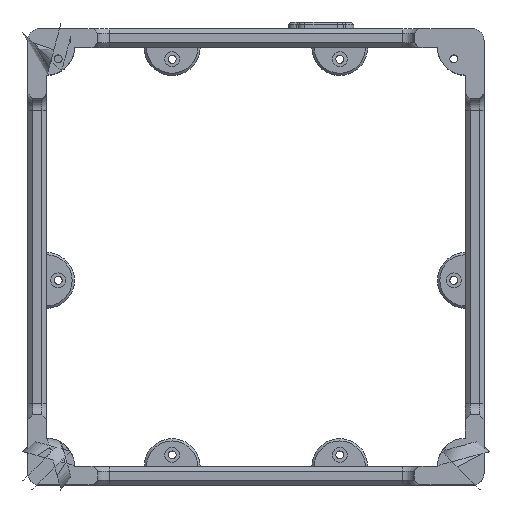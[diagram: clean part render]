
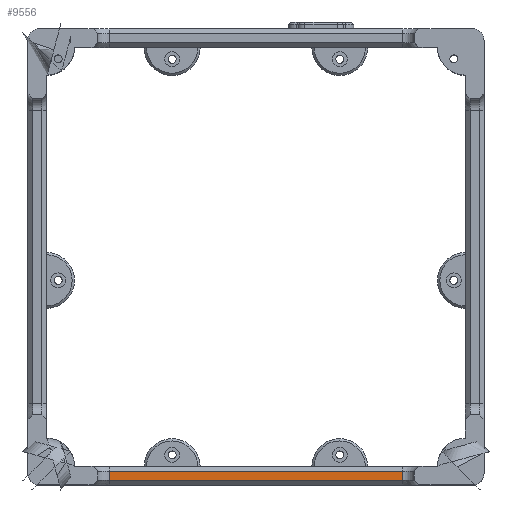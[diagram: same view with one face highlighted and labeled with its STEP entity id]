
A CAD part, top view. The second image highlights one B-rep face of the part: STEP entity #9556.
In plain terms, the highlighted planar face has unit normal (0, 0, 1).
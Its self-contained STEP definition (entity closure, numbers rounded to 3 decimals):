
#209 = PLANE('',#210);
#210 = AXIS2_PLACEMENT_3D('',#211,#212,#213);
#211 = CARTESIAN_POINT('',(-63.,-91.,19.));
#212 = DIRECTION('',(0.,-0.707,-0.707));
#213 = DIRECTION('',(1.,0.,0.));
#2062 = VERTEX_POINT('',#2063);
#2063 = CARTESIAN_POINT('',(-63.,-92.,20.));
#2098 = CYLINDRICAL_SURFACE('',#2099,5.);
#2099 = AXIS2_PLACEMENT_3D('',#2100,#2101,#2102);
#2100 = CARTESIAN_POINT('',(-63.,-98.,25.));
#2101 = DIRECTION('',(0.,1.,0.));
#2102 = DIRECTION('',(-1.,0.,0.));
#3091 = VERTEX_POINT('',#3092);
#3092 = CARTESIAN_POINT('',(63.,-92.,20.));
#3112 = EDGE_CURVE('',#2062,#3091,#3113,.T.);
#3113 = SURFACE_CURVE('',#3114,(#3118,#3125),.PCURVE_S1.);
#3114 = LINE('',#3115,#3116);
#3115 = CARTESIAN_POINT('',(-63.,-92.,20.));
#3116 = VECTOR('',#3117,1.);
#3117 = DIRECTION('',(1.,0.,0.));
#3118 = PCURVE('',#209,#3119);
#3119 = DEFINITIONAL_REPRESENTATION('',(#3120),#3124);
#3120 = LINE('',#3121,#3122);
#3121 = CARTESIAN_POINT('',(0.,1.414));
#3122 = VECTOR('',#3123,1.);
#3123 = DIRECTION('',(1.,0.));
#3124 = ( GEOMETRIC_REPRESENTATION_CONTEXT(2) 
PARAMETRIC_REPRESENTATION_CONTEXT() REPRESENTATION_CONTEXT('2D SPACE',''
  ) );
#3125 = PCURVE('',#3126,#3131);
#3126 = PLANE('',#3127);
#3127 = AXIS2_PLACEMENT_3D('',#3128,#3129,#3130);
#3128 = CARTESIAN_POINT('',(0.,0.,20.));
#3129 = DIRECTION('',(-0.,-0.,-1.));
#3130 = DIRECTION('',(-1.,0.,0.));
#3131 = DEFINITIONAL_REPRESENTATION('',(#3132),#3136);
#3132 = LINE('',#3133,#3134);
#3133 = CARTESIAN_POINT('',(63.,-92.));
#3134 = VECTOR('',#3135,1.);
#3135 = DIRECTION('',(-1.,0.));
#3136 = ( GEOMETRIC_REPRESENTATION_CONTEXT(2) 
PARAMETRIC_REPRESENTATION_CONTEXT() REPRESENTATION_CONTEXT('2D SPACE',''
  ) );
#3208 = CYLINDRICAL_SURFACE('',#3209,5.);
#3209 = AXIS2_PLACEMENT_3D('',#3210,#3211,#3212);
#3210 = CARTESIAN_POINT('',(63.,-98.,25.));
#3211 = DIRECTION('',(0.,1.,0.));
#3212 = DIRECTION('',(1.,0.,0.));
#5864 = PLANE('',#5865);
#5865 = AXIS2_PLACEMENT_3D('',#5866,#5867,#5868);
#5866 = CARTESIAN_POINT('',(63.,-97.,19.));
#5867 = DIRECTION('',(0.,-0.707,0.707));
#5868 = DIRECTION('',(1.,0.,0.));
#6183 = VERTEX_POINT('',#6184);
#6184 = CARTESIAN_POINT('',(-63.,-96.,20.));
#6208 = EDGE_CURVE('',#6183,#2062,#6209,.T.);
#6209 = SURFACE_CURVE('',#6210,(#6214,#6221),.PCURVE_S1.);
#6210 = LINE('',#6211,#6212);
#6211 = CARTESIAN_POINT('',(-63.,-98.,20.));
#6212 = VECTOR('',#6213,1.);
#6213 = DIRECTION('',(0.,1.,0.));
#6214 = PCURVE('',#2098,#6215);
#6215 = DEFINITIONAL_REPRESENTATION('',(#6216),#6220);
#6216 = LINE('',#6217,#6218);
#6217 = CARTESIAN_POINT('',(4.712,0.));
#6218 = VECTOR('',#6219,1.);
#6219 = DIRECTION('',(-0.,1.));
#6220 = ( GEOMETRIC_REPRESENTATION_CONTEXT(2) 
PARAMETRIC_REPRESENTATION_CONTEXT() REPRESENTATION_CONTEXT('2D SPACE',''
  ) );
#6221 = PCURVE('',#3126,#6222);
#6222 = DEFINITIONAL_REPRESENTATION('',(#6223),#6227);
#6223 = LINE('',#6224,#6225);
#6224 = CARTESIAN_POINT('',(63.,-98.));
#6225 = VECTOR('',#6226,1.);
#6226 = DIRECTION('',(0.,1.));
#6227 = ( GEOMETRIC_REPRESENTATION_CONTEXT(2) 
PARAMETRIC_REPRESENTATION_CONTEXT() REPRESENTATION_CONTEXT('2D SPACE',''
  ) );
#9556 = ADVANCED_FACE('',(#9557),#3126,.F.);
#9557 = FACE_BOUND('',#9558,.F.);
#9558 = EDGE_LOOP('',(#9559,#9560,#9561,#9584));
#9559 = ORIENTED_EDGE('',*,*,#6208,.T.);
#9560 = ORIENTED_EDGE('',*,*,#3112,.T.);
#9561 = ORIENTED_EDGE('',*,*,#9562,.F.);
#9562 = EDGE_CURVE('',#9563,#3091,#9565,.T.);
#9563 = VERTEX_POINT('',#9564);
#9564 = CARTESIAN_POINT('',(63.,-96.,20.));
#9565 = SURFACE_CURVE('',#9566,(#9570,#9577),.PCURVE_S1.);
#9566 = LINE('',#9567,#9568);
#9567 = CARTESIAN_POINT('',(63.,-98.,20.));
#9568 = VECTOR('',#9569,1.);
#9569 = DIRECTION('',(0.,1.,0.));
#9570 = PCURVE('',#3126,#9571);
#9571 = DEFINITIONAL_REPRESENTATION('',(#9572),#9576);
#9572 = LINE('',#9573,#9574);
#9573 = CARTESIAN_POINT('',(-63.,-98.));
#9574 = VECTOR('',#9575,1.);
#9575 = DIRECTION('',(0.,1.));
#9576 = ( GEOMETRIC_REPRESENTATION_CONTEXT(2) 
PARAMETRIC_REPRESENTATION_CONTEXT() REPRESENTATION_CONTEXT('2D SPACE',''
  ) );
#9577 = PCURVE('',#3208,#9578);
#9578 = DEFINITIONAL_REPRESENTATION('',(#9579),#9583);
#9579 = LINE('',#9580,#9581);
#9580 = CARTESIAN_POINT('',(1.571,0.));
#9581 = VECTOR('',#9582,1.);
#9582 = DIRECTION('',(0.,1.));
#9583 = ( GEOMETRIC_REPRESENTATION_CONTEXT(2) 
PARAMETRIC_REPRESENTATION_CONTEXT() REPRESENTATION_CONTEXT('2D SPACE',''
  ) );
#9584 = ORIENTED_EDGE('',*,*,#9585,.T.);
#9585 = EDGE_CURVE('',#9563,#6183,#9586,.T.);
#9586 = SURFACE_CURVE('',#9587,(#9591,#9598),.PCURVE_S1.);
#9587 = LINE('',#9588,#9589);
#9588 = CARTESIAN_POINT('',(63.,-96.,20.));
#9589 = VECTOR('',#9590,1.);
#9590 = DIRECTION('',(-1.,0.,0.));
#9591 = PCURVE('',#3126,#9592);
#9592 = DEFINITIONAL_REPRESENTATION('',(#9593),#9597);
#9593 = LINE('',#9594,#9595);
#9594 = CARTESIAN_POINT('',(-63.,-96.));
#9595 = VECTOR('',#9596,1.);
#9596 = DIRECTION('',(1.,0.));
#9597 = ( GEOMETRIC_REPRESENTATION_CONTEXT(2) 
PARAMETRIC_REPRESENTATION_CONTEXT() REPRESENTATION_CONTEXT('2D SPACE',''
  ) );
#9598 = PCURVE('',#5864,#9599);
#9599 = DEFINITIONAL_REPRESENTATION('',(#9600),#9604);
#9600 = LINE('',#9601,#9602);
#9601 = CARTESIAN_POINT('',(0.,1.414));
#9602 = VECTOR('',#9603,1.);
#9603 = DIRECTION('',(-1.,0.));
#9604 = ( GEOMETRIC_REPRESENTATION_CONTEXT(2) 
PARAMETRIC_REPRESENTATION_CONTEXT() REPRESENTATION_CONTEXT('2D SPACE',''
  ) );
